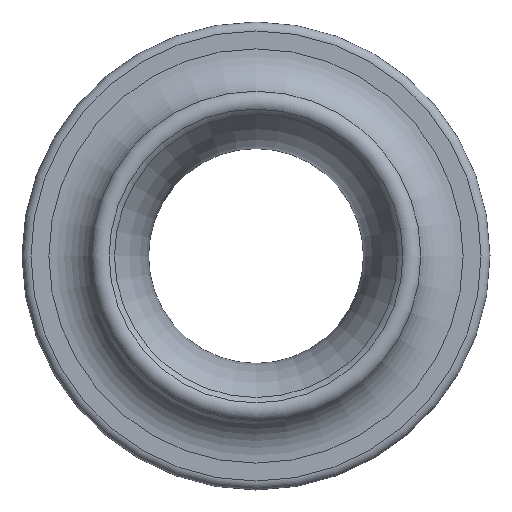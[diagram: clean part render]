
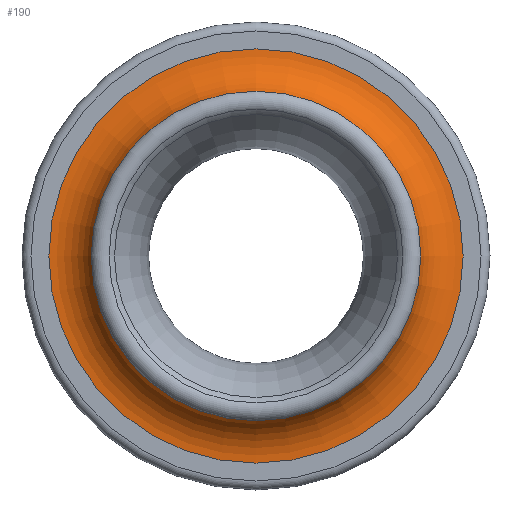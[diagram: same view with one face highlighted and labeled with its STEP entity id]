
A CAD part, front view. The second image highlights one B-rep face of the part: STEP entity #190.
In plain terms, the highlighted toroidal (fillet/blend) face has major radius 13.5 mm and minor radius 3 mm.
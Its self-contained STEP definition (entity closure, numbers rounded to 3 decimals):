
#26=TOROIDAL_SURFACE('',#235,13.5,3.);
#38=FACE_OUTER_BOUND('',#53,.T.);
#53=EDGE_LOOP('',(#161,#162,#163,#164));
#78=CIRCLE('',#233,10.739);
#80=CIRCLE('',#236,3.);
#81=CIRCLE('',#237,13.5);
#96=VERTEX_POINT('',#362);
#97=VERTEX_POINT('',#366);
#117=EDGE_CURVE('',#96,#96,#78,.T.);
#119=EDGE_CURVE('',#96,#97,#80,.T.);
#120=EDGE_CURVE('',#97,#97,#81,.T.);
#161=ORIENTED_EDGE('',*,*,#117,.T.);
#162=ORIENTED_EDGE('',*,*,#119,.T.);
#163=ORIENTED_EDGE('',*,*,#120,.F.);
#164=ORIENTED_EDGE('',*,*,#119,.F.);
#190=ADVANCED_FACE('',(#38),#26,.F.);
#233=AXIS2_PLACEMENT_3D('',#363,#298,#299);
#235=AXIS2_PLACEMENT_3D('',#365,#302,#303);
#236=AXIS2_PLACEMENT_3D('',#367,#304,#305);
#237=AXIS2_PLACEMENT_3D('',#368,#306,#307);
#298=DIRECTION('center_axis',(0.,1.,0.));
#299=DIRECTION('ref_axis',(1.,0.,0.));
#302=DIRECTION('center_axis',(0.,1.,0.));
#303=DIRECTION('ref_axis',(0.,0.,1.));
#304=DIRECTION('center_axis',(-1.,0.,0.));
#305=DIRECTION('ref_axis',(0.,0.,-1.));
#306=DIRECTION('center_axis',(0.,1.,0.));
#307=DIRECTION('ref_axis',(1.,0.,0.));
#362=CARTESIAN_POINT('',(0.,-6.494,-24.739));
#363=CARTESIAN_POINT('Origin',(0.,-6.494,-14.));
#365=CARTESIAN_POINT('Origin',(0.,-7.667,-14.));
#366=CARTESIAN_POINT('',(0.,-4.667,-27.5));
#367=CARTESIAN_POINT('Origin',(0.,-7.667,
-27.5));
#368=CARTESIAN_POINT('Origin',(0.,-4.667,-14.));
